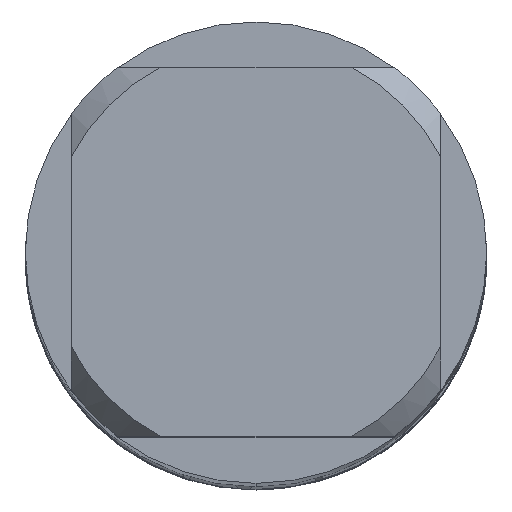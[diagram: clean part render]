
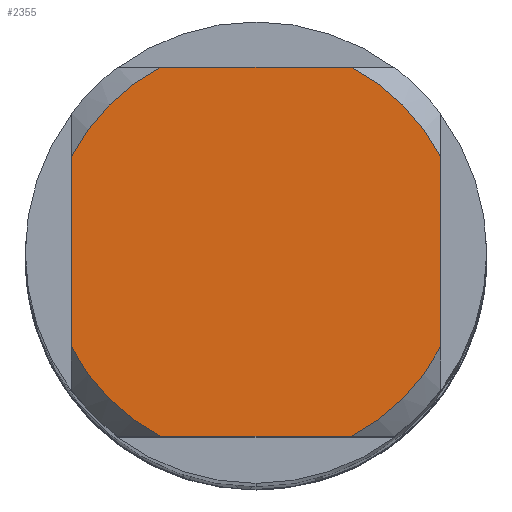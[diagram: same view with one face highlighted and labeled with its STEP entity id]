
A CAD part, top view. The second image highlights one B-rep face of the part: STEP entity #2355.
In plain terms, the highlighted planar face has unit normal (0, 0, 1).
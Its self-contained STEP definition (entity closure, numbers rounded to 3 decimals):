
#1441=EDGE_CURVE('',#1825,#3591,#4004,.T.);
#1549=EDGE_CURVE('',#3049,#3433,#4121,.T.);
#1569=EDGE_CURVE('',#1903,#3247,#4144,.T.);
#1727=VERTEX_POINT('',#4314);
#1825=VERTEX_POINT('',#4424);
#1903=VERTEX_POINT('',#4509);
#2091=EDGE_CURVE('',#3049,#3469,#4708,.T.);
#2355=ADVANCED_FACE('',(#4996),#4997,.T.);
#3049=VERTEX_POINT('',#5754);
#3115=EDGE_CURVE('',#1727,#3591,#5826,.T.);
#3233=EDGE_CURVE('',#1903,#3469,#5959,.T.);
#3247=VERTEX_POINT('',#5974);
#3419=EDGE_CURVE('',#1727,#3247,#6161,.T.);
#3433=VERTEX_POINT('',#6175);
#3469=VERTEX_POINT('',#6217);
#3591=VERTEX_POINT('',#6352);
#3667=EDGE_CURVE('',#1825,#3433,#6432,.T.);
#4004=CIRCLE('',#6946,4.5);
#4121=CIRCLE('',#7560,4.5);
#4144=LINE('',#7878,#7879);
#4314=CARTESIAN_POINT('',(-4.0,2.062,0.0));
#4424=CARTESIAN_POINT('',(-2.062,-4.0,0.0));
#4509=CARTESIAN_POINT('',(2.062,4.0,0.0));
#4708=LINE('',#9197,#9198);
#4996=FACE_OUTER_BOUND('',#10183,.T.);
#4997=PLANE('',#10184);
#5754=CARTESIAN_POINT('',(4.0,-2.062,0.0));
#5826=LINE('',#12743,#12744);
#5959=CIRCLE('',#13087,4.5);
#5974=CARTESIAN_POINT('',(-2.062,4.0,0.0));
#6161=CIRCLE('',#13839,4.5);
#6175=CARTESIAN_POINT('',(2.062,-4.0,0.0));
#6217=CARTESIAN_POINT('',(4.0,2.062,0.0));
#6352=CARTESIAN_POINT('',(-4.0,-2.062,0.0));
#6432=LINE('',#14441,#14442);
#6946=AXIS2_PLACEMENT_3D('',#15012,#15013,#15014);
#7560=AXIS2_PLACEMENT_3D('',#15109,#15110,#15111);
#7878=CARTESIAN_POINT('',(0.0,4.0,0.0));
#7879=VECTOR('',#15213,1.0);
#9197=CARTESIAN_POINT('',(4.0,1.125,0.0));
#9198=VECTOR('',#15771,1.0);
#10183=EDGE_LOOP('',(#16056,#16057,#16058,#16059,#16060,#16061,#16062,#16063));
#10184=AXIS2_PLACEMENT_3D('',#16064,#16065,#16066);
#12743=CARTESIAN_POINT('',(-4.0,1.125,0.0));
#12744=VECTOR('',#17065,1.0);
#13087=AXIS2_PLACEMENT_3D('',#17228,#17229,#17230);
#13839=AXIS2_PLACEMENT_3D('',#17425,#17426,#17427);
#14441=CARTESIAN_POINT('',(0.0,-4.0,0.0));
#14442=VECTOR('',#17717,1.0);
#15012=CARTESIAN_POINT('',(0.0,0.0,0.0));
#15013=DIRECTION('',(0.0,0.0,-1.0));
#15014=DIRECTION('',(0.0,1.0,0.0));
#15109=CARTESIAN_POINT('',(0.0,0.0,0.0));
#15110=DIRECTION('',(0.0,0.0,-1.0));
#15111=DIRECTION('',(0.0,1.0,0.0));
#15213=DIRECTION('',(-1.0,0.0,0.0));
#15771=DIRECTION('',(-0.0,1.0,0.0));
#16056=ORIENTED_EDGE('',*,*,#3115,.T.);
#16057=ORIENTED_EDGE('',*,*,#1441,.F.);
#16058=ORIENTED_EDGE('',*,*,#3667,.T.);
#16059=ORIENTED_EDGE('',*,*,#1549,.F.);
#16060=ORIENTED_EDGE('',*,*,#2091,.T.);
#16061=ORIENTED_EDGE('',*,*,#3233,.F.);
#16062=ORIENTED_EDGE('',*,*,#1569,.T.);
#16063=ORIENTED_EDGE('',*,*,#3419,.F.);
#16064=CARTESIAN_POINT('',(0.0,2.25,0.0));
#16065=DIRECTION('',(-0.0,0.0,1.0));
#16066=DIRECTION('',(0.0,-1.0,0.0));
#17065=DIRECTION('',(-0.0,-1.0,0.0));
#17228=CARTESIAN_POINT('',(0.0,0.0,0.0));
#17229=DIRECTION('',(0.0,0.0,-1.0));
#17230=DIRECTION('',(0.0,1.0,0.0));
#17425=CARTESIAN_POINT('',(0.0,0.0,0.0));
#17426=DIRECTION('',(0.0,0.0,-1.0));
#17427=DIRECTION('',(0.0,1.0,0.0));
#17717=DIRECTION('',(1.0,0.0,0.0));
